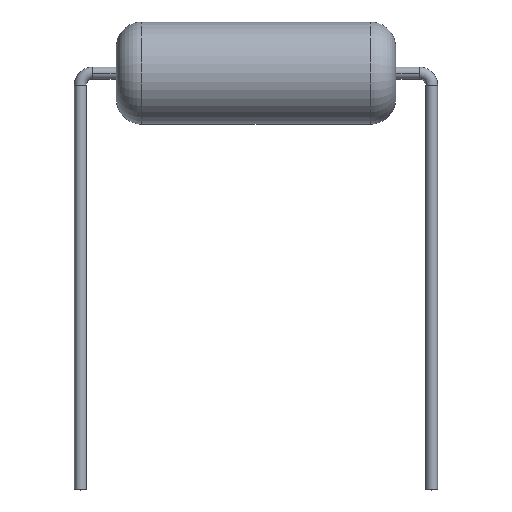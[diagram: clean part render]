
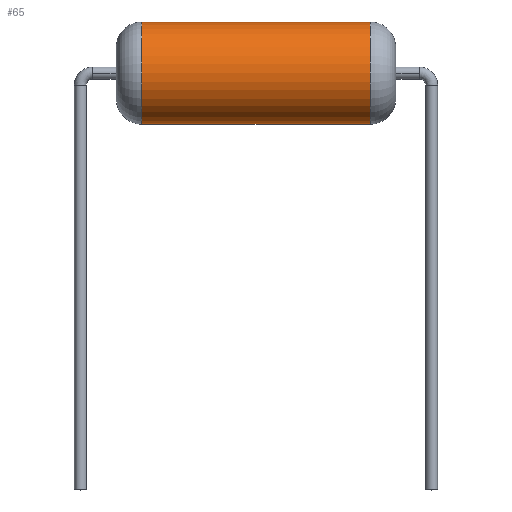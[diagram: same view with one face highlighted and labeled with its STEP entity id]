
A CAD part, top view. The second image highlights one B-rep face of the part: STEP entity #65.
In plain terms, the highlighted cylindrical face has radius 4.35 mm (diameter 8.7 mm), a partial arc.
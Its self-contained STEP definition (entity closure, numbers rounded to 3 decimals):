
#8 = VERTEX_POINT ( 'NONE', #116 ) ;
#44 = EDGE_CURVE ( 'NONE', #8, #296, #394, .T. ) ;
#65 = ADVANCED_FACE ( 'NONE', ( #100 ), #332, .T. ) ;
#72 = ORIENTED_EDGE ( 'NONE', *, *, #475, .F. ) ;
#90 = VECTOR ( 'NONE', #193, 1000. ) ;
#100 = FACE_OUTER_BOUND ( 'NONE', #755, .T. ) ;
#116 = CARTESIAN_POINT ( 'NONE',  ( 9.725, 0., 0. ) ) ;
#153 = DIRECTION ( 'NONE',  ( 0., -1., 0. ) ) ;
#157 = AXIS2_PLACEMENT_3D ( 'NONE', #276, #634, #153 ) ;
#193 = DIRECTION ( 'NONE',  ( -1., 0., 0. ) ) ;
#199 = EDGE_CURVE ( 'NONE', #296, #351, #616, .T. ) ;
#245 = CARTESIAN_POINT ( 'NONE',  ( -11.9, 8.7, 0. ) ) ;
#250 = CARTESIAN_POINT ( 'NONE',  ( -9.725, 8.7, 0. ) ) ;
#276 = CARTESIAN_POINT ( 'NONE',  ( -11.9, 4.35, 0. ) ) ;
#286 = ORIENTED_EDGE ( 'NONE', *, *, #44, .T. ) ;
#287 = ORIENTED_EDGE ( 'NONE', *, *, #199, .T. ) ;
#296 = VERTEX_POINT ( 'NONE', #512 ) ;
#299 = DIRECTION ( 'NONE',  ( -1., 0., 0. ) ) ;
#320 = CARTESIAN_POINT ( 'NONE',  ( -9.725, 4.35, 0. ) ) ;
#332 = CYLINDRICAL_SURFACE ( 'NONE', #157, 4.35 ) ;
#347 = CARTESIAN_POINT ( 'NONE',  ( -11.9, 0., 0. ) ) ;
#351 = VERTEX_POINT ( 'NONE', #250 ) ;
#358 = DIRECTION ( 'NONE',  ( 0., -1., 0. ) ) ;
#390 = DIRECTION ( 'NONE',  ( -1., 0., 0. ) ) ;
#394 = CIRCLE ( 'NONE', #491, 4.35 ) ;
#426 = LINE ( 'NONE', #347, #697 ) ;
#467 = DIRECTION ( 'NONE',  ( -1., 0., 0. ) ) ;
#475 = EDGE_CURVE ( 'NONE', #8, #703, #426, .T. ) ;
#491 = AXIS2_PLACEMENT_3D ( 'NONE', #792, #299, #358 ) ;
#496 = CIRCLE ( 'NONE', #513, 4.35 ) ;
#512 = CARTESIAN_POINT ( 'NONE',  ( 9.725, 8.7, 0. ) ) ;
#513 = AXIS2_PLACEMENT_3D ( 'NONE', #320, #467, #600 ) ;
#564 = ORIENTED_EDGE ( 'NONE', *, *, #789, .F. ) ;
#600 = DIRECTION ( 'NONE',  ( 0., -1., 0. ) ) ;
#616 = LINE ( 'NONE', #245, #90 ) ;
#634 = DIRECTION ( 'NONE',  ( -1., 0., 0. ) ) ;
#697 = VECTOR ( 'NONE', #390, 1000. ) ;
#703 = VERTEX_POINT ( 'NONE', #732 ) ;
#732 = CARTESIAN_POINT ( 'NONE',  ( -9.725, 0., 0. ) ) ;
#755 = EDGE_LOOP ( 'NONE', ( #286, #287, #564, #72 ) ) ;
#789 = EDGE_CURVE ( 'NONE', #703, #351, #496, .T. ) ;
#792 = CARTESIAN_POINT ( 'NONE',  ( 9.725, 4.35, 0. ) ) ;
